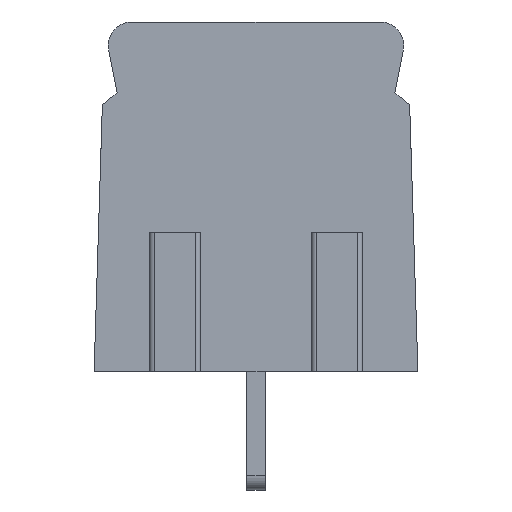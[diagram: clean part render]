
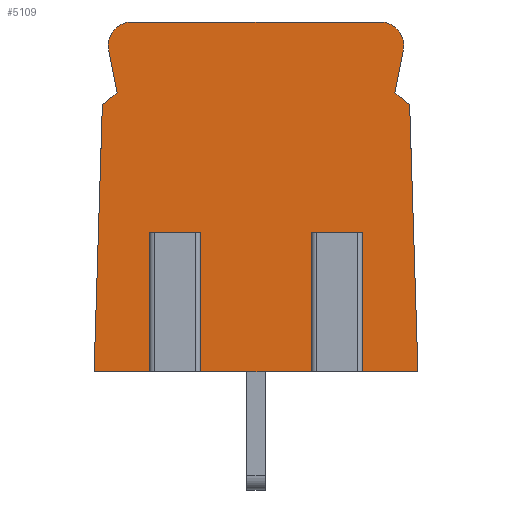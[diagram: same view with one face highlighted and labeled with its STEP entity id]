
A CAD part, left-side view. The second image highlights one B-rep face of the part: STEP entity #5109.
In plain terms, the highlighted planar face has unit normal (-1, 0, 0).
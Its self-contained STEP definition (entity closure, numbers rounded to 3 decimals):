
#1880=DIRECTION('',(0.,-1.,0.));
#1881=VECTOR('',#1880,1.4);
#1882=CARTESIAN_POINT('',(-12.425,4.125,-8.9));
#1883=LINE('',#1882,#1881);
#1884=DIRECTION('',(0.,0.,1.));
#1885=VECTOR('',#1884,5.9);
#1886=CARTESIAN_POINT('',(-12.425,4.125,-14.8));
#1887=LINE('',#1886,#1885);
#1888=DIRECTION('',(0.,1.,0.));
#1889=VECTOR('',#1888,2.725);
#1890=CARTESIAN_POINT('',(-12.425,4.125,-14.8));
#1891=LINE('',#1890,#1889);
#1892=DIRECTION('',(0.,-0.031,1.));
#1893=VECTOR('',#1892,11.305);
#1894=CARTESIAN_POINT('',(-12.425,6.85,-14.8));
#1895=LINE('',#1894,#1893);
#1896=DIRECTION('',(0.,-0.781,0.625));
#1897=VECTOR('',#1896,0.8);
#1898=CARTESIAN_POINT('',(-12.425,6.5,-3.5));
#1899=LINE('',#1898,#1897);
#1900=DIRECTION('',(0.,0.193,0.981));
#1901=VECTOR('',#1900,1.841);
#1902=CARTESIAN_POINT('',(-12.425,5.875,-3.));
#1903=LINE('',#1902,#1901);
#1904=CARTESIAN_POINT('',(-12.425,5.25,-1.));
#1905=DIRECTION('',(1.,0.,0.));
#1906=DIRECTION('',(0.,0.981,-0.193));
#1907=AXIS2_PLACEMENT_3D('',#1904,#1905,#1906);
#1909=DIRECTION('',(0.,-1.,0.));
#1910=VECTOR('',#1909,10.5);
#1911=CARTESIAN_POINT('',(-12.425,5.25,0.));
#1912=LINE('',#1911,#1910);
#1913=CARTESIAN_POINT('',(-12.425,-5.25,-1.));
#1914=DIRECTION('',(1.,0.,0.));
#1915=DIRECTION('',(0.,0.,1.));
#1916=AXIS2_PLACEMENT_3D('',#1913,#1914,#1915);
#1918=DIRECTION('',(0.,0.193,-0.981));
#1919=VECTOR('',#1918,1.841);
#1920=CARTESIAN_POINT('',(-12.425,-6.231,-1.193));
#1921=LINE('',#1920,#1919);
#1922=DIRECTION('',(0.,-0.781,-0.625));
#1923=VECTOR('',#1922,0.8);
#1924=CARTESIAN_POINT('',(-12.425,-5.875,-3.));
#1925=LINE('',#1924,#1923);
#1926=DIRECTION('',(0.,-0.031,-1.));
#1927=VECTOR('',#1926,11.305);
#1928=CARTESIAN_POINT('',(-12.425,-6.5,-3.5));
#1929=LINE('',#1928,#1927);
#1930=DIRECTION('',(0.,1.,0.));
#1931=VECTOR('',#1930,2.725);
#1932=CARTESIAN_POINT('',(-12.425,-6.85,-14.8));
#1933=LINE('',#1932,#1931);
#1934=DIRECTION('',(0.,0.,1.));
#1935=VECTOR('',#1934,5.9);
#1936=CARTESIAN_POINT('',(-12.425,-4.125,-14.8));
#1937=LINE('',#1936,#1935);
#1938=DIRECTION('',(0.,-1.,0.));
#1939=VECTOR('',#1938,1.4);
#1940=CARTESIAN_POINT('',(-12.425,-2.725,-8.9));
#1941=LINE('',#1940,#1939);
#1942=DIRECTION('',(0.,0.,1.));
#1943=VECTOR('',#1942,5.9);
#1944=CARTESIAN_POINT('',(-12.425,-2.725,-14.8));
#1945=LINE('',#1944,#1943);
#1946=DIRECTION('',(0.,1.,0.));
#1947=VECTOR('',#1946,5.45);
#1948=CARTESIAN_POINT('',(-12.425,-2.725,-14.8));
#1949=LINE('',#1948,#1947);
#1950=DIRECTION('',(0.,0.,1.));
#1951=VECTOR('',#1950,5.9);
#1952=CARTESIAN_POINT('',(-12.425,2.725,-14.8));
#1953=LINE('',#1952,#1951);
#2446=CARTESIAN_POINT('',(-12.425,6.85,-14.8));
#2447=CARTESIAN_POINT('',(-12.425,6.5,-3.5));
#2448=VERTEX_POINT('',#2446);
#2449=VERTEX_POINT('',#2447);
#2450=CARTESIAN_POINT('',(-12.425,5.875,-3.));
#2451=VERTEX_POINT('',#2450);
#2452=CARTESIAN_POINT('',(-12.425,6.231,-1.193));
#2453=VERTEX_POINT('',#2452);
#2454=CARTESIAN_POINT('',(-12.425,5.25,0.));
#2455=VERTEX_POINT('',#2454);
#2456=CARTESIAN_POINT('',(-12.425,-5.25,0.));
#2457=VERTEX_POINT('',#2456);
#2458=CARTESIAN_POINT('',(-12.425,-6.231,-1.193));
#2459=VERTEX_POINT('',#2458);
#2460=CARTESIAN_POINT('',(-12.425,-5.875,-3.));
#2461=VERTEX_POINT('',#2460);
#2462=CARTESIAN_POINT('',(-12.425,-6.5,-3.5));
#2463=VERTEX_POINT('',#2462);
#2464=CARTESIAN_POINT('',(-12.425,-6.85,-14.8));
#2465=VERTEX_POINT('',#2464);
#2650=CARTESIAN_POINT('',(-12.425,4.125,-8.9));
#2651=CARTESIAN_POINT('',(-12.425,2.725,-8.9));
#2652=VERTEX_POINT('',#2650);
#2653=VERTEX_POINT('',#2651);
#2654=CARTESIAN_POINT('',(-12.425,-2.725,-8.9));
#2655=CARTESIAN_POINT('',(-12.425,-4.125,-8.9));
#2656=VERTEX_POINT('',#2654);
#2657=VERTEX_POINT('',#2655);
#2658=CARTESIAN_POINT('',(-12.425,-4.125,-14.8));
#2659=VERTEX_POINT('',#2658);
#2660=CARTESIAN_POINT('',(-12.425,-2.725,-14.8));
#2661=VERTEX_POINT('',#2660);
#2662=CARTESIAN_POINT('',(-12.425,2.725,-14.8));
#2663=VERTEX_POINT('',#2662);
#2664=CARTESIAN_POINT('',(-12.425,4.125,-14.8));
#2665=VERTEX_POINT('',#2664);
#5078=CARTESIAN_POINT('',(-12.425,0.,0.));
#5079=DIRECTION('',(1.,0.,0.));
#5080=DIRECTION('',(0.,0.,-1.));
#5081=AXIS2_PLACEMENT_3D('',#5078,#5079,#5080);
#5082=PLANE('',#5081);
#5084=ORIENTED_EDGE('',*,*,#5083,.F.);
#5086=ORIENTED_EDGE('',*,*,#5085,.F.);
#5087=ORIENTED_EDGE('',*,*,#3056,.T.);
#5088=ORIENTED_EDGE('',*,*,#3190,.T.);
#5089=ORIENTED_EDGE('',*,*,#3330,.T.);
#5090=ORIENTED_EDGE('',*,*,#3405,.T.);
#5091=ORIENTED_EDGE('',*,*,#3446,.T.);
#5092=ORIENTED_EDGE('',*,*,#3487,.T.);
#5093=ORIENTED_EDGE('',*,*,#3528,.T.);
#5094=ORIENTED_EDGE('',*,*,#3569,.T.);
#5095=ORIENTED_EDGE('',*,*,#3610,.T.);
#5096=ORIENTED_EDGE('',*,*,#3662,.T.);
#5097=ORIENTED_EDGE('',*,*,#3080,.T.);
#5099=ORIENTED_EDGE('',*,*,#5098,.T.);
#5101=ORIENTED_EDGE('',*,*,#5100,.F.);
#5103=ORIENTED_EDGE('',*,*,#5102,.F.);
#5104=ORIENTED_EDGE('',*,*,#3068,.T.);
#5106=ORIENTED_EDGE('',*,*,#5105,.T.);
#5107=EDGE_LOOP('',(#5084,#5086,#5087,#5088,#5089,#5090,#5091,#5092,#5093,#5094,
#5095,#5096,#5097,#5099,#5101,#5103,#5104,#5106));
#5108=FACE_OUTER_BOUND('',#5107,.F.);
#5109=ADVANCED_FACE('',(#5108),#5082,.F.);
#1908=CIRCLE('',#1907,1.);
#1917=CIRCLE('',#1916,1.);
#3056=EDGE_CURVE('',#2665,#2448,#1891,.T.);
#3068=EDGE_CURVE('',#2661,#2663,#1949,.T.);
#3080=EDGE_CURVE('',#2465,#2659,#1933,.T.);
#3190=EDGE_CURVE('',#2448,#2449,#1895,.T.);
#3330=EDGE_CURVE('',#2449,#2451,#1899,.T.);
#3405=EDGE_CURVE('',#2451,#2453,#1903,.T.);
#3446=EDGE_CURVE('',#2453,#2455,#1908,.T.);
#3487=EDGE_CURVE('',#2455,#2457,#1912,.T.);
#3528=EDGE_CURVE('',#2457,#2459,#1917,.T.);
#3569=EDGE_CURVE('',#2459,#2461,#1921,.T.);
#3610=EDGE_CURVE('',#2461,#2463,#1925,.T.);
#3662=EDGE_CURVE('',#2463,#2465,#1929,.T.);
#5083=EDGE_CURVE('',#2652,#2653,#1883,.T.);
#5085=EDGE_CURVE('',#2665,#2652,#1887,.T.);
#5098=EDGE_CURVE('',#2659,#2657,#1937,.T.);
#5100=EDGE_CURVE('',#2656,#2657,#1941,.T.);
#5102=EDGE_CURVE('',#2661,#2656,#1945,.T.);
#5105=EDGE_CURVE('',#2663,#2653,#1953,.T.);
